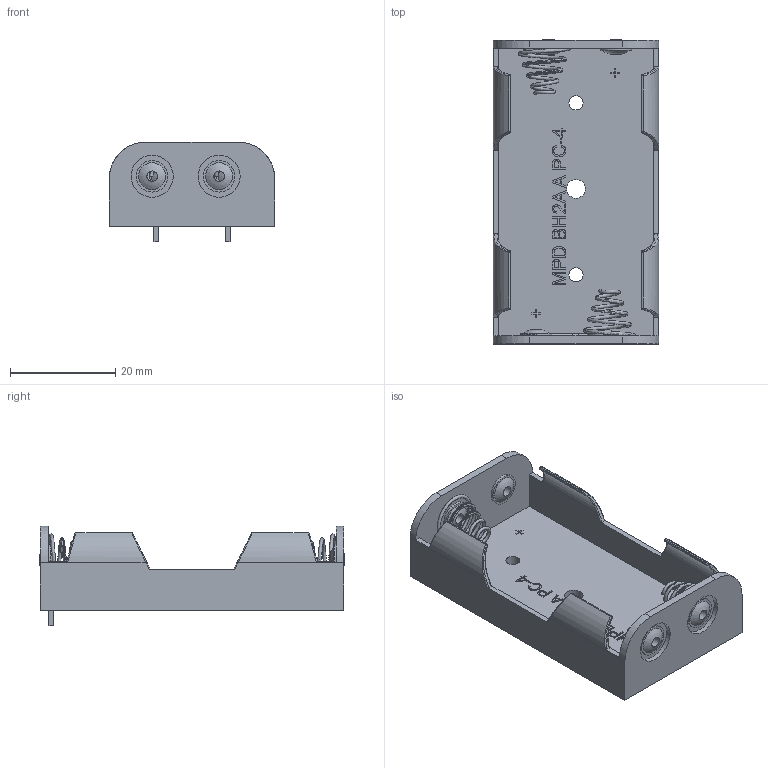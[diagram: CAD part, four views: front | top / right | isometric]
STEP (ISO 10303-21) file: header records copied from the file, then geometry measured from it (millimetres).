
FILE_DESCRIPTION(/* description */ (''),/* implementation_level */ '2;1');
FILE_NAME(/* name */ 'AABattery Holder.stp',/* time_stamp */ '2017-05-17T11:24:45-05:00',/* author */ ('Nick'),/* organization */ (''),/* preprocessor_version */ 'ST-DEVELOPER v16.5',/* originating_system */ 'Autodesk Inventor 2017',/* authorisation */ '');
FILE_SCHEMA (('AUTOMOTIVE_DESIGN { 1 0 10303 214 3 1 1 }'));
Length unit declared in the file: millimetre
Products named in the file (1): AABattery Holder
Bounding box: 31.5 x 57.98 x 19 mm (x, y, z)
Volume: 5627.6 mm3; surface area: 8806.5 mm2
Topology: 1 solids, 1 shells, 381 faces, 973 edges, 628 vertices
Faces by surface type: plane 220, bspline 86, cylinder 59, sphere 16
Full cylindrical faces by diameter (mm): 2 x5, 2.7 x2, 3.56 x1, 6 x8, 8 x4
Entity records: 21999 total; most frequent: CARTESIAN_POINT 13139, ORIENTED_EDGE 1892, DIRECTION 1600, EDGE_CURVE 946, VERTEX_POINT 621, LINE 594, VECTOR 594, AXIS2_PLACEMENT_3D 503
